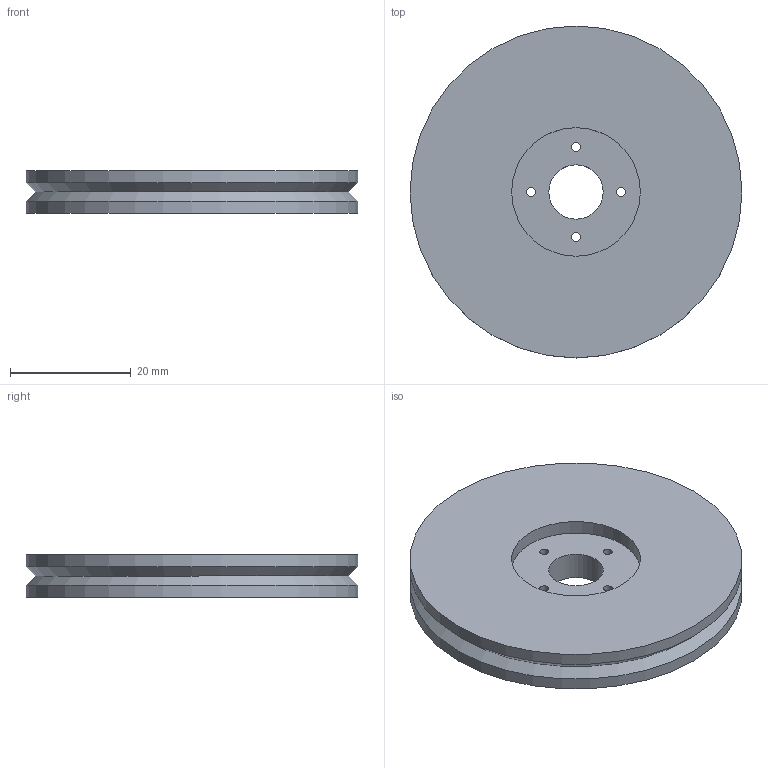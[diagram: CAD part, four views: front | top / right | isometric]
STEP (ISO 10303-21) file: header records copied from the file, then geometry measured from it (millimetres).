
FILE_DESCRIPTION(('FreeCAD Model'),'2;1');
FILE_NAME('Miniskybot-wheel-rounded-horn.step','2014-08-01T09:47:39',('FreeCAD'),('FreeCAD'), 'Open CASCADE STEP processor 6.7','FreeCAD','Unknown');
FILE_SCHEMA(('AUTOMOTIVE_DESIGN_CC2 { 1 2 10303 214 -1 1 5 4 }'));
Length unit declared in the file: millimetre
Products named in the file (1): horn-drills
Bounding box: 55 x 55 x 7 mm (x, y, z)
Volume: 15097.3 mm3; surface area: 6389.9 mm2
Topology: 1 solids, 1 shells, 13 faces, 27 edges, 17 vertices
Faces by surface type: cylinder 8, plane 3, cone 2
Full cylindrical faces by diameter (mm): 1.5 x4, 9 x1, 21.3 x1, 55 x2
Entity records: 782 total; most frequent: CARTESIAN_POINT 184, DIRECTION 114, ORIENTED_EDGE 54, PCURVE 54, DEFINITIONAL_REPRESENTATION 54, LINE 50, VECTOR 50, AXIS2_PLACEMENT_3D 31
